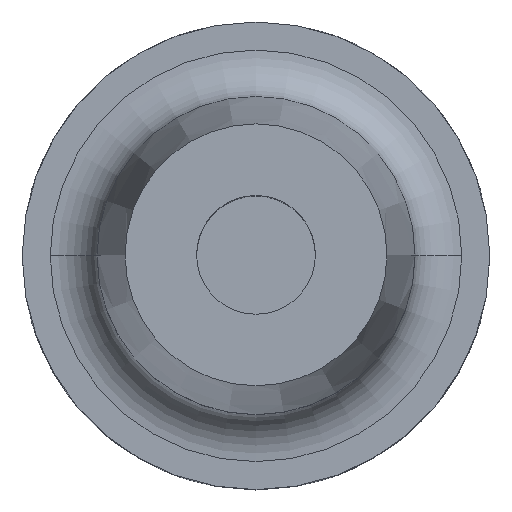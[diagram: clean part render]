
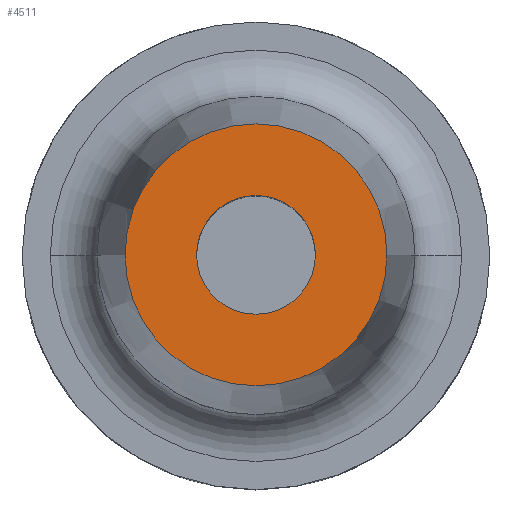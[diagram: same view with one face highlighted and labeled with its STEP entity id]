
A CAD part, top view. The second image highlights one B-rep face of the part: STEP entity #4511.
In plain terms, the highlighted planar face has unit normal (0, 0, 1).
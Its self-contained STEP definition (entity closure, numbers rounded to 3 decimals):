
#71 = CARTESIAN_POINT ( 'NONE',  ( 6.35, 0., 80. ) ) ;
#88 = VERTEX_POINT ( 'NONE', #3853 ) ;
#96 = CARTESIAN_POINT ( 'NONE',  ( 0., 0., 80. ) ) ;
#149 = CARTESIAN_POINT ( 'NONE',  ( -14., 0., 80. ) ) ;
#367 = PLANE ( 'NONE',  #1390 ) ;
#381 = DIRECTION ( 'NONE',  ( 0., 0., 1. ) ) ;
#448 = DIRECTION ( 'NONE',  ( -1., 0., 0. ) ) ;
#523 = DIRECTION ( 'NONE',  ( 0., 0., -1. ) ) ;
#724 = CIRCLE ( 'NONE', #2466, 14. ) ;
#902 = ORIENTED_EDGE ( 'NONE', *, *, #911, .F. ) ;
#911 = EDGE_CURVE ( 'NONE', #2943, #921, #724, .T. ) ;
#921 = VERTEX_POINT ( 'NONE', #149 ) ;
#957 = ORIENTED_EDGE ( 'NONE', *, *, #1814, .T. ) ;
#998 = EDGE_CURVE ( 'NONE', #921, #2943, #1583, .T. ) ;
#1221 = DIRECTION ( 'NONE',  ( 0., 0., -1. ) ) ;
#1227 = EDGE_LOOP ( 'NONE', ( #957, #2402 ) ) ;
#1251 = CIRCLE ( 'NONE', #1921, 6.35 ) ;
#1280 = DIRECTION ( 'NONE',  ( 0., 0., -1. ) ) ;
#1390 = AXIS2_PLACEMENT_3D ( 'NONE', #2191, #381, #2933 ) ;
#1431 = EDGE_LOOP ( 'NONE', ( #4291, #902 ) ) ;
#1538 = FACE_OUTER_BOUND ( 'NONE', #1431, .T. ) ;
#1562 = AXIS2_PLACEMENT_3D ( 'NONE', #96, #2642, #448 ) ;
#1583 = CIRCLE ( 'NONE', #3442, 14. ) ;
#1814 = EDGE_CURVE ( 'NONE', #88, #2688, #2165, .T. ) ;
#1921 = AXIS2_PLACEMENT_3D ( 'NONE', #3470, #1280, #3842 ) ;
#1984 = CARTESIAN_POINT ( 'NONE',  ( 14., 0., 80. ) ) ;
#2165 = CIRCLE ( 'NONE', #1562, 6.35 ) ;
#2191 = CARTESIAN_POINT ( 'NONE',  ( 0., 14., 80. ) ) ;
#2402 = ORIENTED_EDGE ( 'NONE', *, *, #4264, .T. ) ;
#2466 = AXIS2_PLACEMENT_3D ( 'NONE', #3411, #1221, #3789 ) ;
#2642 = DIRECTION ( 'NONE',  ( 0., 0., -1. ) ) ;
#2688 = VERTEX_POINT ( 'NONE', #71 ) ;
#2717 = CARTESIAN_POINT ( 'NONE',  ( 0., 0., 80. ) ) ;
#2933 = DIRECTION ( 'NONE',  ( 1., 0., 0. ) ) ;
#2943 = VERTEX_POINT ( 'NONE', #1984 ) ;
#3066 = DIRECTION ( 'NONE',  ( -1., 0., 0. ) ) ;
#3411 = CARTESIAN_POINT ( 'NONE',  ( 0., 0., 80. ) ) ;
#3442 = AXIS2_PLACEMENT_3D ( 'NONE', #2717, #523, #3066 ) ;
#3470 = CARTESIAN_POINT ( 'NONE',  ( 0., 0., 80. ) ) ;
#3471 = FACE_BOUND ( 'NONE', #1227, .T. ) ;
#3789 = DIRECTION ( 'NONE',  ( -1., 0., 0. ) ) ;
#3842 = DIRECTION ( 'NONE',  ( -1., 0., 0. ) ) ;
#3853 = CARTESIAN_POINT ( 'NONE',  ( -6.35, 0., 80. ) ) ;
#4264 = EDGE_CURVE ( 'NONE', #2688, #88, #1251, .T. ) ;
#4291 = ORIENTED_EDGE ( 'NONE', *, *, #998, .F. ) ;
#4511 = ADVANCED_FACE ( 'NONE', ( #3471, #1538 ), #367, .T. ) ;
